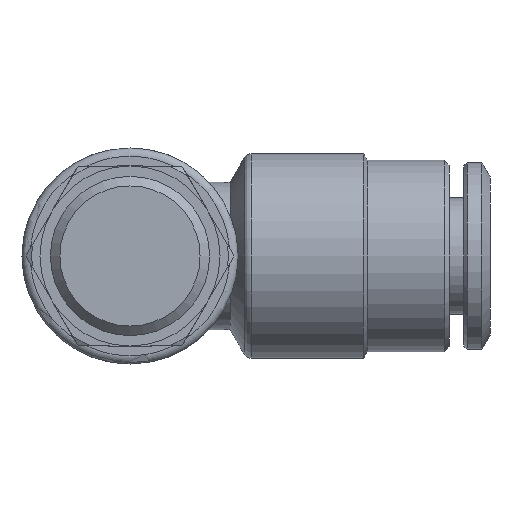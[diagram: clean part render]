
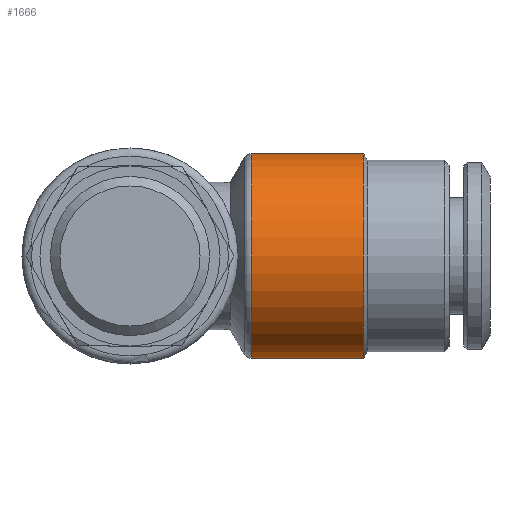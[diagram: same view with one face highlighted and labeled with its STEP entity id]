
A CAD part, front view. The second image highlights one B-rep face of the part: STEP entity #1666.
In plain terms, the highlighted cylindrical face has radius 6.25 mm (diameter 12.5 mm), a full revolution.
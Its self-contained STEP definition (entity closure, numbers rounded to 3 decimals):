
#107=CYLINDRICAL_SURFACE('',#1765,6.25);
#135=CIRCLE('',#1766,6.25);
#136=CIRCLE('',#1767,6.25);
#227=ORIENTED_EDGE('',*,*,#535,.T.);
#228=ORIENTED_EDGE('',*,*,#536,.T.);
#535=EDGE_CURVE('',#688,#688,#135,.T.);
#536=EDGE_CURVE('',#689,#689,#136,.T.);
#688=VERTEX_POINT('',#2311);
#689=VERTEX_POINT('',#2313);
#847=EDGE_LOOP('',(#227));
#848=EDGE_LOOP('',(#228));
#957=FACE_BOUND('',#847,.T.);
#958=FACE_BOUND('',#848,.T.);
#1666=ADVANCED_FACE('',(#957,#958),#107,.T.);
#1765=AXIS2_PLACEMENT_3D('',#2309,#1941,#1942);
#1766=AXIS2_PLACEMENT_3D('',#2310,#1943,#1944);
#1767=AXIS2_PLACEMENT_3D('',#2312,#1945,#1946);
#1941=DIRECTION('',(-1.,0.,0.));
#1942=DIRECTION('',(0.,-1.,0.));
#1943=DIRECTION('',(1.,0.,0.));
#1944=DIRECTION('',(0.,1.,0.));
#1945=DIRECTION('',(-1.,0.,0.));
#1946=DIRECTION('',(0.,-1.,0.));
#2309=CARTESIAN_POINT('',(-4.5,0.,0.));
#2310=CARTESIAN_POINT('',(7.411,0.,0.));
#2311=CARTESIAN_POINT('',(7.411,6.25,0.));
#2312=CARTESIAN_POINT('',(14.269,0.,0.));
#2313=CARTESIAN_POINT('',(14.269,-6.25,0.));
